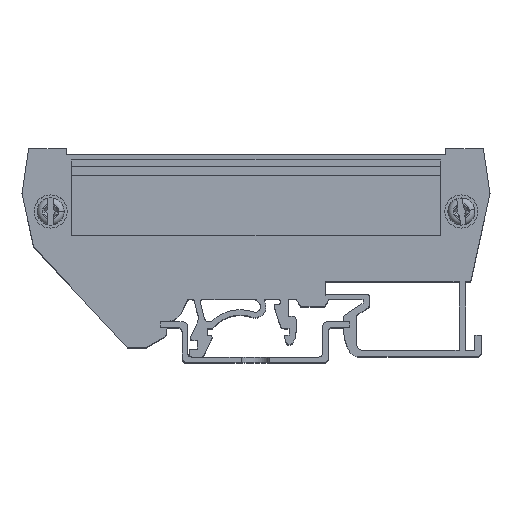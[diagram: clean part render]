
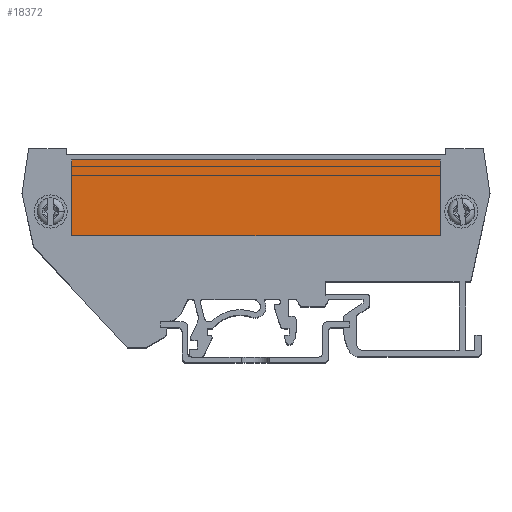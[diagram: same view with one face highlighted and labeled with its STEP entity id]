
A CAD part, top view. The second image highlights one B-rep face of the part: STEP entity #18372.
In plain terms, the highlighted planar face has unit normal (0, 0, 1).
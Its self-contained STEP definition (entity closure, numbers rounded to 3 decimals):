
#171 = PLANE ( 'NONE',  #19392 ) ;
#883 = ORIENTED_EDGE ( 'NONE', *, *, #6146, .T. ) ;
#1519 = LINE ( 'NONE', #12578, #14868 ) ;
#2134 = CARTESIAN_POINT ( 'NONE',  ( -34.267, 6.95, -0.5 ) ) ;
#2674 = EDGE_CURVE ( 'NONE', #8483, #14632, #22407, .T. ) ;
#2958 = CARTESIAN_POINT ( 'NONE',  ( 33.733, -7.05, -0.5 ) ) ;
#3089 = CARTESIAN_POINT ( 'NONE',  ( -34.267, 6.95, -0.5 ) ) ;
#3813 = DIRECTION ( 'NONE',  ( 0., 0., -1. ) ) ;
#4834 = CARTESIAN_POINT ( 'NONE',  ( 33.733, -7.05, -0.5 ) ) ;
#4852 = DIRECTION ( 'NONE',  ( 1., 0., 0. ) ) ;
#6034 = FACE_OUTER_BOUND ( 'NONE', #21637, .T. ) ;
#6146 = EDGE_CURVE ( 'NONE', #14632, #19625, #7998, .T. ) ;
#7998 = LINE ( 'NONE', #3089, #14660 ) ;
#8483 = VERTEX_POINT ( 'NONE', #2958 ) ;
#10947 = VERTEX_POINT ( 'NONE', #14160 ) ;
#11719 = ORIENTED_EDGE ( 'NONE', *, *, #17756, .T. ) ;
#12578 = CARTESIAN_POINT ( 'NONE',  ( -34.267, -7.05, -0.5 ) ) ;
#14160 = CARTESIAN_POINT ( 'NONE',  ( -34.267, -7.05, -0.5 ) ) ;
#14632 = VERTEX_POINT ( 'NONE', #23284 ) ;
#14660 = VECTOR ( 'NONE', #16950, 1000. ) ;
#14868 = VECTOR ( 'NONE', #4852, 1000. ) ;
#14988 = EDGE_CURVE ( 'NONE', #19625, #10947, #23382, .T. ) ;
#15489 = CARTESIAN_POINT ( 'NONE',  ( -34.267, -7.05, -0.5 ) ) ;
#15761 = VECTOR ( 'NONE', #24309, 1000. ) ;
#16412 = ORIENTED_EDGE ( 'NONE', *, *, #2674, .T. ) ;
#16950 = DIRECTION ( 'NONE',  ( -1., 0., 0. ) ) ;
#17521 = DIRECTION ( 'NONE',  ( 0., -1., 0. ) ) ;
#17756 = EDGE_CURVE ( 'NONE', #10947, #8483, #1519, .T. ) ;
#18372 = ADVANCED_FACE ( 'NONE', ( #6034 ), #171, .F. ) ;
#19351 = ORIENTED_EDGE ( 'NONE', *, *, #14988, .T. ) ;
#19392 = AXIS2_PLACEMENT_3D ( 'NONE', #21163, #3813, #23097 ) ;
#19625 = VERTEX_POINT ( 'NONE', #2134 ) ;
#21163 = CARTESIAN_POINT ( 'NONE',  ( 33.733, 6.95, -0.5 ) ) ;
#21637 = EDGE_LOOP ( 'NONE', ( #16412, #883, #19351, #11719 ) ) ;
#22407 = LINE ( 'NONE', #4834, #15761 ) ;
#23097 = DIRECTION ( 'NONE',  ( -1., 0., 0. ) ) ;
#23284 = CARTESIAN_POINT ( 'NONE',  ( 33.733, 6.95, -0.5 ) ) ;
#23382 = LINE ( 'NONE', #15489, #24002 ) ;
#24002 = VECTOR ( 'NONE', #17521, 1000. ) ;
#24309 = DIRECTION ( 'NONE',  ( 0., 1., 0. ) ) ;
